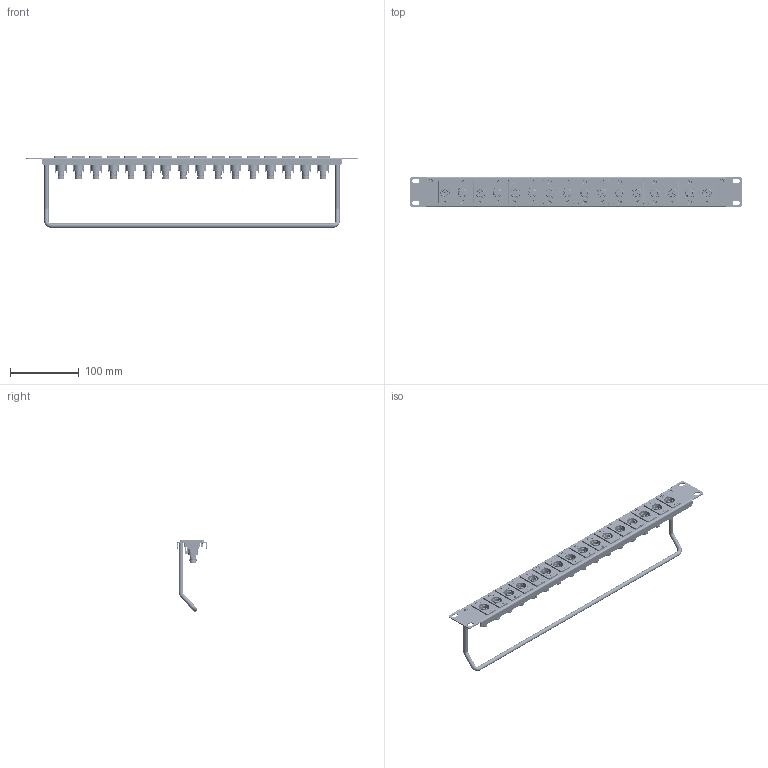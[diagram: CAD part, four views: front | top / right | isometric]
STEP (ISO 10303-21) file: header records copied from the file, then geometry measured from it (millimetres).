
FILE_DESCRIPTION(/* description */ (''),/* implementation_level */ '2;1');
FILE_NAME(/* name */ 'CP30188 16x SLIM 50ohm BNC.stp',/* time_stamp */ '2022-05-17T15:30:40+01:00',/* author */ ('tottley'),/* organization */ (''),/* preprocessor_version */ 'ST-DEVELOPER v18.1',/* originating_system */ 'Autodesk Inventor 2022',/* authorisation */ '');
FILE_SCHEMA (('AUTOMOTIVE_DESIGN { 1 0 10303 214 3 1 1 }'));
Length unit declared in the file: millimetre
Products named in the file (5): SLIM loaded panel; 1U Slim FT Panel 16-way; CP30150SA2 issue 2 Cable Bar; IFI 513 - M3x0.5 x 10; CP30637 50ohm BNC csk
Assembly tree (52 placements, depth 2):
  SLIM loaded panel
    1U Slim FT Panel 16-way
    CP30150SA2 issue 2 Cable Bar
    IFI 513 - M3x0.5 x 10  x34
    CP30637 50ohm BNC csk  x16
Bounding box: 482.6 x 44.05 x 103.9 mm (x, y, z)
Volume: 136258.6 mm3; surface area: 193770.2 mm2
Topology: 52 solids, 52 shells, 7919 faces, 22699 edges, 14820 vertices
Faces by surface type: plane 4258, cylinder 1847, cone 884, bspline 646, torus 284
Full cylindrical faces by diameter (mm): 1.45 x16, 1.508 x16, 1.51 x16, 2 x64, 2.008 x16, 2.01 x16, 2.1 x32, 2.4 x32, 2.459 x2, 3 x340, 3.2 x32, 3.5 x2, 4.4 x32, 5.2 x34, 6.35 x5, 7 x16, 8 x16, 8.06 x16, 9.6 x64, 15 x16
Entity records: 35035 total; most frequent: CARTESIAN_POINT 17893, ORIENTED_EDGE 3482, DIRECTION 3305, EDGE_CURVE 1741, VERTEX_POINT 1137, AXIS2_PLACEMENT_3D 1123, LINE 1059, VECTOR 1059
